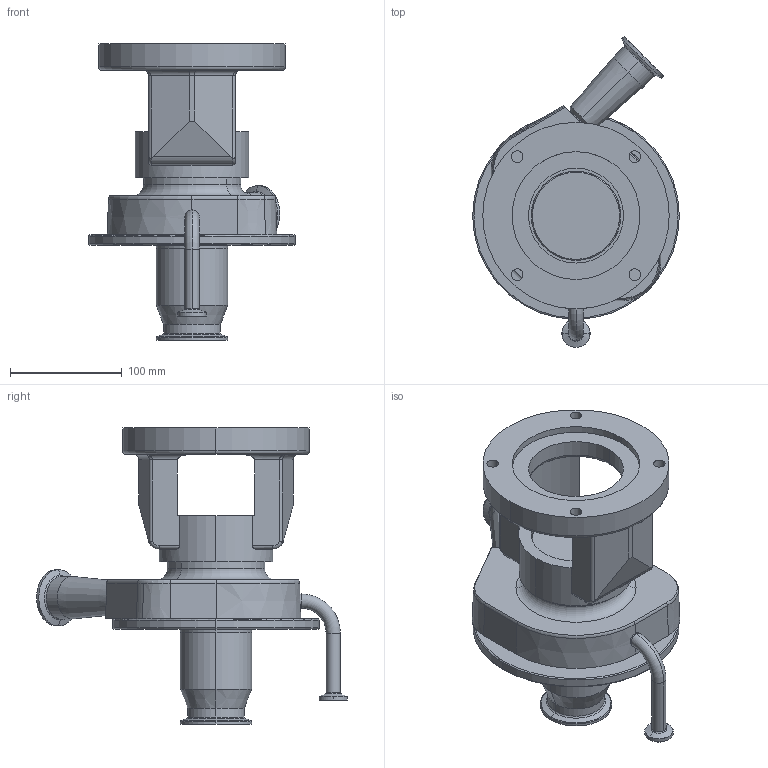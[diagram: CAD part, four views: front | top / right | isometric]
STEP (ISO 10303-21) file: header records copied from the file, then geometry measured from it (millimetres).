
FILE_DESCRIPTION (( 'STEP AP214' ), '1' );
FILE_NAME ('FPR 711-712 56-140TC 45L 1-2 IN ELBOW FRONT DRAIN.STEP', '2023-01-06T20:37:54', ( '' ), ( '' ), 'SwSTEP 2.0', 'SolidWorks 2021', '' );
FILE_SCHEMA (( 'AUTOMOTIVE_DESIGN' ));
Length unit declared in the file: millimetre
Products named in the file (1): FPR 711-712 56-140TC 45L 1-2 IN ELBOW FRONT DRAIN
Bounding box: 185 x 278.35 x 265.1 mm (x, y, z)
Volume: 1715278.2 mm3; surface area: 305261.2 mm2
Topology: 1 solids, 3 shells, 299 faces, 684 edges, 400 vertices
Faces by surface type: cylinder 97, torus 79, cone 61, plane 54, bspline 6, sphere 2
Entity records: 9307 total; most frequent: CARTESIAN_POINT 2460, DIRECTION 1575, ORIENTED_EDGE 1348, AXIS2_PLACEMENT_3D 678, EDGE_CURVE 674, VERTEX_POINT 399, CIRCLE 384, EDGE_LOOP 333
